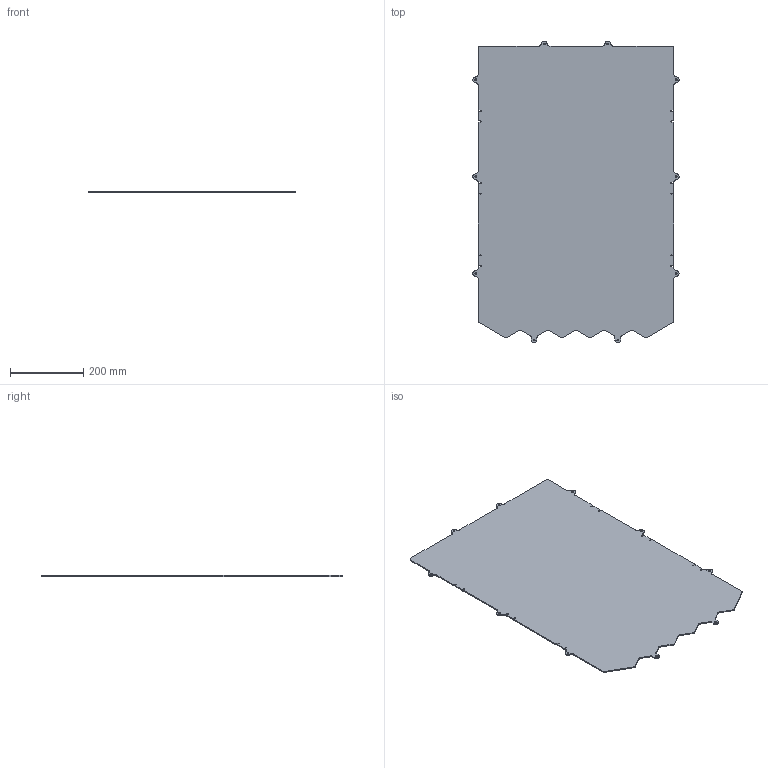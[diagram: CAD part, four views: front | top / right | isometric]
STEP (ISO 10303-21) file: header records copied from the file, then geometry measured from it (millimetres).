
FILE_DESCRIPTION (( 'STEP AP214' ), '1' );
FILE_NAME ('am-5118 Backdrop Front.STEP', '2023-07-06T20:08:13', ( '' ), ( '' ), 'SwSTEP 2.0', 'SolidWorks 2022', '' );
FILE_SCHEMA (( 'AUTOMOTIVE_DESIGN' ));
Length unit declared in the file: inch
Products named in the file (1): am-5118 Backdrop Front
Bounding box: 562.07 x 822.99 x 3 mm (x, y, z)
Volume: 1254832 mm3; surface area: 845921.8 mm2
Topology: 1 solids, 1 shells, 171 faces, 507 edges, 338 vertices
Faces by surface type: cylinder 108, plane 63
Entity records: 5897 total; most frequent: DIRECTION 1067, CARTESIAN_POINT 1017, ORIENTED_EDGE 1014, EDGE_CURVE 507, AXIS2_PLACEMENT_3D 388, VERTEX_POINT 338, VECTOR 291, LINE 291
